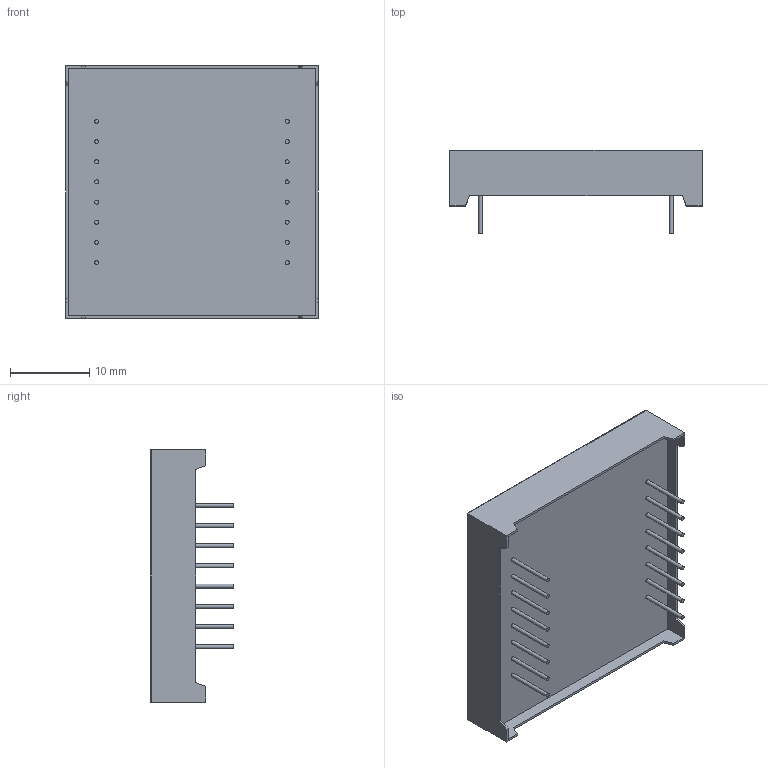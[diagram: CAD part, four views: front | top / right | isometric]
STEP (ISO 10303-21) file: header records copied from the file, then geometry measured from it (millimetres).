
FILE_DESCRIPTION(('HOOPS Exchange Step'),'2;1');
FILE_NAME('714fbb4f6800dd0408bdd505d3f0ebe320201029-1-86xsyx.SLDPRT.step','2020-10-29T23:30:49+00:00',('root'),('Unknown organisation'),'HOOPS Exchange 2019.0','HOOPS Exchange','Unknown authorisation');
FILE_SCHEMA( ('AUTOMOTIVE_DESIGN { 1 0 10303 214 1 1 1 1 }') );
Length unit declared in the file: millimetre
Products named in the file (2): Default; 714fbb4f6800dd0408bdd505d3f0ebe320201029-1-86xsyx
Assembly tree (1 placements, depth 2):
  714fbb4f6800dd0408bdd505d3f0ebe320201029-1-86xsyx
    Default
Bounding box: 31.81 x 10.5 x 31.8 mm (x, y, z)
Volume: 4330.3 mm3; surface area: 6331.2 mm2
Topology: 89 solids, 89 shells, 428 faces, 785 edges, 534 vertices
Faces by surface type: plane 231, cylinder 144, extrusion 53
Full cylindrical faces by diameter (mm): 0.5 x16, 3 x128
Entity records: 13305 total; most frequent: CARTESIAN_POINT 4324, DIRECTION 1808, ORIENTED_EDGE 1570, EDGE_CURVE 785, AXIS2_PLACEMENT_3D 698, EDGE_LOOP 569, FACE_BOUND 569, VERTEX_POINT 534
